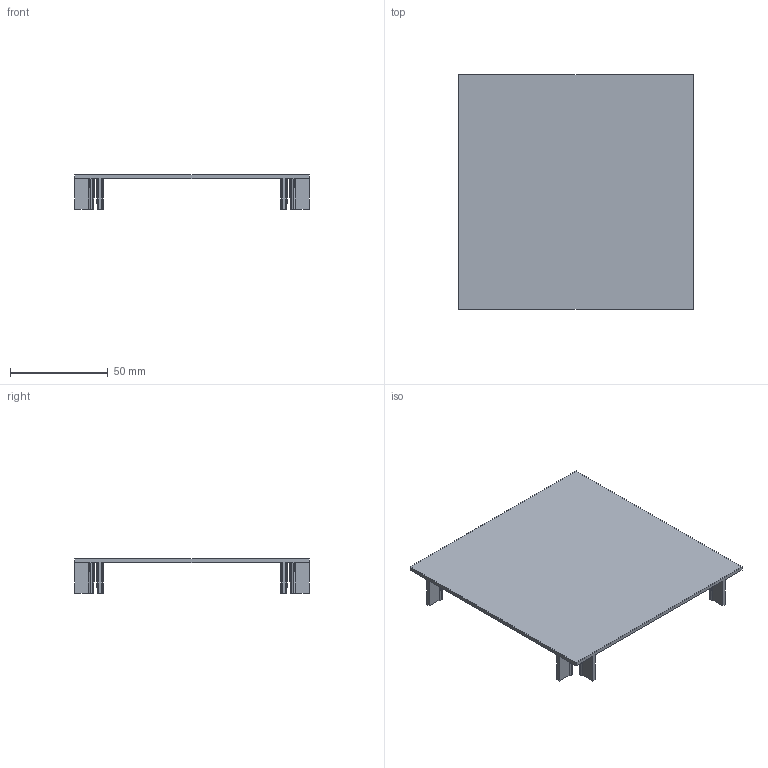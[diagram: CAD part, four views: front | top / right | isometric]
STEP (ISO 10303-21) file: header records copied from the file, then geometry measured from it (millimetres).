
FILE_DESCRIPTION(('FreeCAD Model'),'2;1');
FILE_NAME('Open CASCADE Shape Model','2025-11-03T16:12:33',('FreeCAD'),( 'FreeCAD'),'Open CASCADE STEP processor 7.7','FreeCAD','Unknown');
FILE_SCHEMA(('AUTOMOTIVE_DESIGN { 1 0 10303 214 1 1 1 1 }'));
Length unit declared in the file: millimetre
Products named in the file (1): Open CASCADE STEP translator 7.7 5
Bounding box: 120 x 120 x 17.5 mm (x, y, z)
Volume: 31414.3 mm3; surface area: 32770.3 mm2
Topology: 1 solids, 1 shells, 198 faces, 604 edges, 376 vertices
Faces by surface type: cone 104, cylinder 48, plane 46
Entity records: 8774 total; most frequent: CARTESIAN_POINT 3611, ORIENTED_EDGE 1144, DIRECTION 1082, EDGE_CURVE 572, AXIS2_PLACEMENT_3D 471, VERTEX_POINT 376, CIRCLE 256, ADVANCED_FACE 198
